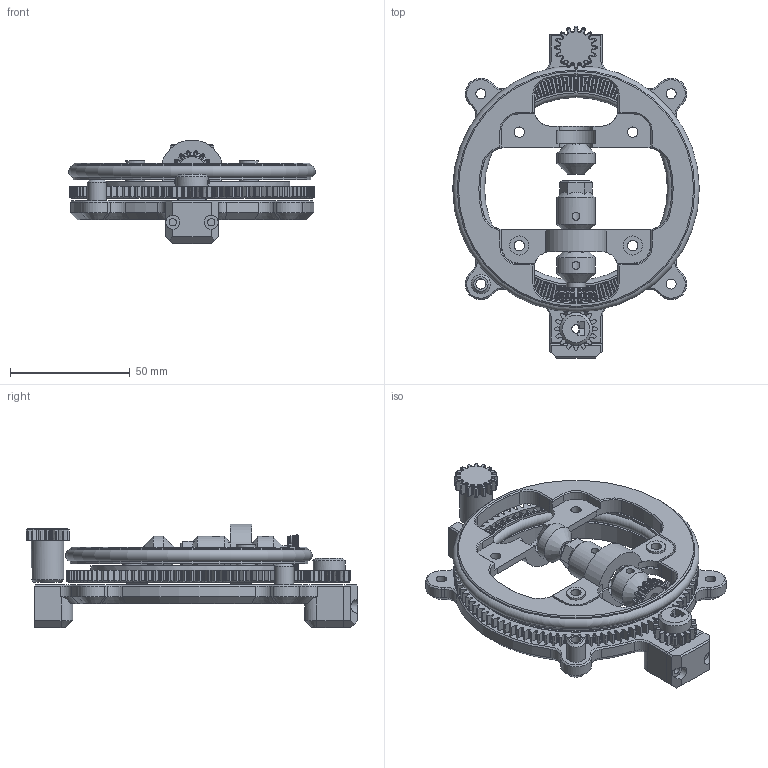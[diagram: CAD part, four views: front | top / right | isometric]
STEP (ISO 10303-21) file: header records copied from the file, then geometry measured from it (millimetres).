
FILE_DESCRIPTION(/* description */ ('STEP AP242','CAx-IF Rec.Pracs.---Representation and Presentation of Product Manufacturing Information (PMI)---4.0---2014-10-13','CAx-IF Rec.Pracs.---3D Tessellated Geometry---0.4---2014-09-14','2;1'),/* implementation_level */ '2;1');
FILE_NAME(/* name */ '6353066ab5d19b22ef365e72',/* time_stamp */ '2022-10-21T20:52:01+00:00',/* author */ (''),/* organization */ (''),/* preprocessor_version */ 'ST-DEVELOPER v18.102',/* originating_system */ ' ',/* authorisation */ ' ');
FILE_SCHEMA (('AP242_MANAGED_MODEL_BASED_3D_ENGINEERING_MIM_LF { 1 0 10303 442 1 1 4 }'));
Length unit declared in the file: metre
Products named in the file (11): wheel hex; large gear; middle gear; short motor gear; frame; spacer; bracket; base; wheel spacer; long motor gear; motor lid
Bounding box: 103 x 138.6 x 43.28 mm (x, y, z)
Volume: 87070.6 mm3; surface area: 54007.5 mm2
Topology: 11 solids, 11 shells, 3545 faces, 9880 edges, 6362 vertices
Faces by surface type: plane 1704, cone 684, cylinder 621, bspline 534, torus 2
Full cylindrical faces by diameter (mm): 3.1 x6, 3.3 x5, 4.2 x4, 4.3 x7, 5.3 x3, 5.8 x2, 8 x8, 13.5 x2, 16 x3, 80.2 x2, 81.8 x1, 82 x1, 94 x1, 99.2 x2
Entity records: 127022 total; most frequent: CARTESIAN_POINT 37882, ORIENTED_EDGE 19570, DIRECTION 18022, EDGE_CURVE 9785, AXIS2_PLACEMENT_3D 7094, VERTEX_POINT 6335, LINE 3834, VECTOR 3834
